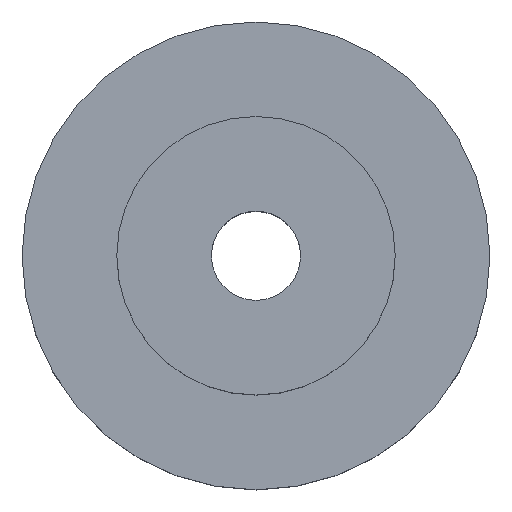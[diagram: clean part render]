
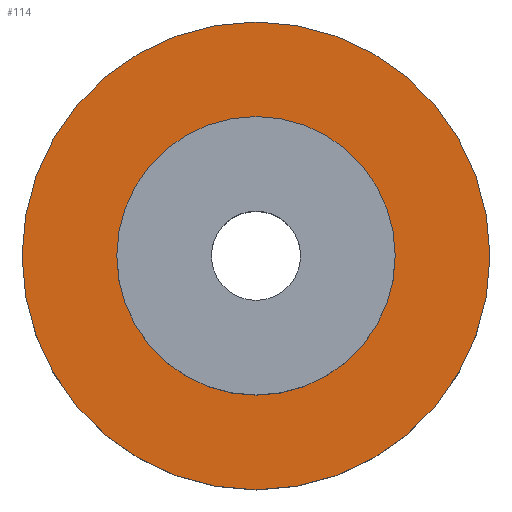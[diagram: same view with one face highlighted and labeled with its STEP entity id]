
A CAD part, top view. The second image highlights one B-rep face of the part: STEP entity #114.
In plain terms, the highlighted planar face has unit normal (0, 0, 1).
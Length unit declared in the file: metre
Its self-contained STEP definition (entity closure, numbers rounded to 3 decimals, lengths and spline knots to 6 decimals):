
#21=ORIENTED_EDGE('',*,*,#40,.F.);
#22=ORIENTED_EDGE('',*,*,#39,.T.);
#39=EDGE_CURVE('',#49,#49,#59,.T.);
#40=EDGE_CURVE('',#50,#50,#60,.T.);
#49=VERTEX_POINT('',#205);
#50=VERTEX_POINT('',#208);
#59=CIRCLE('',#139,0.0125);
#60=CIRCLE('',#141,0.021);
#71=EDGE_LOOP('',(#21));
#72=EDGE_LOOP('',(#22));
#91=FACE_BOUND('',#71,.T.);
#92=FACE_BOUND('',#72,.T.);
#108=PLANE('',#140);
#114=ADVANCED_FACE('',(#91,#92),#108,.T.);
#139=AXIS2_PLACEMENT_3D('',#204,#165,#166);
#140=AXIS2_PLACEMENT_3D('',#206,#167,#168);
#141=AXIS2_PLACEMENT_3D('',#207,#169,#170);
#165=DIRECTION('',(0.,0.,-1.));
#166=DIRECTION('',(-1.,0.,0.));
#167=DIRECTION('',(0.,0.,1.));
#168=DIRECTION('',(1.,0.,0.));
#169=DIRECTION('',(0.,0.,-1.));
#170=DIRECTION('',(-1.,0.,0.));
#204=CARTESIAN_POINT('',(0.068,0.0453,0.099963));
#205=CARTESIAN_POINT('',(0.0555,0.0453,0.099963));
#206=CARTESIAN_POINT('',(0.05125,0.0453,0.099963));
#207=CARTESIAN_POINT('',(0.068,0.0453,0.099963));
#208=CARTESIAN_POINT('',(0.047,0.0453,0.099963));
